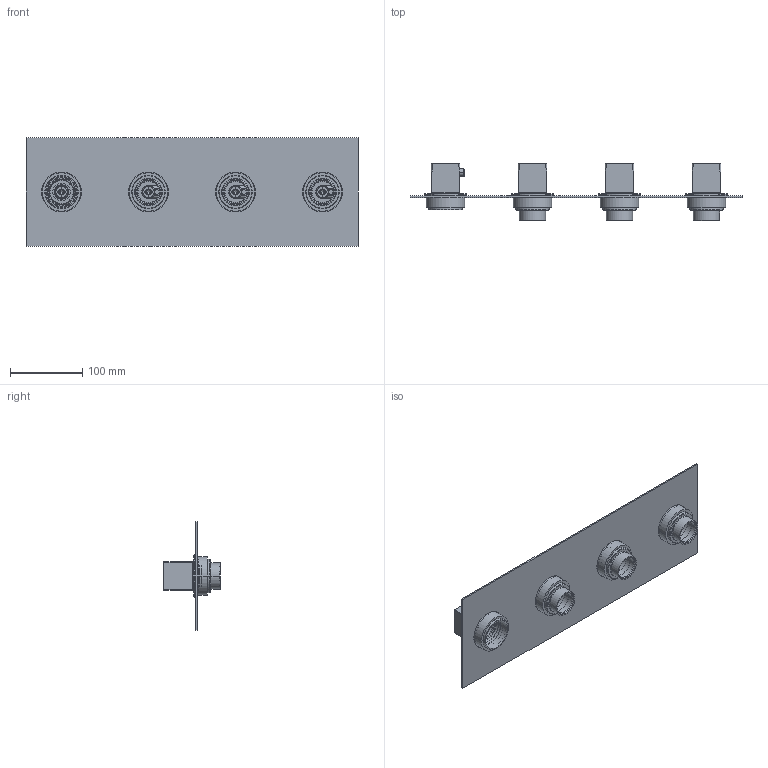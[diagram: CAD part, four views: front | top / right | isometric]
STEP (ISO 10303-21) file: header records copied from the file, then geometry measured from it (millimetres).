
FILE_DESCRIPTION((''),'2;1');
FILE_NAME('RA01V300_ASM','2020-06-23T',('AdrianoZ'),(''),'PRO/ENGINEER BY PARAMETRIC TECHNOLOGY CORPORATION, 2004150','PRO/ENGINEER BY PARAMETRIC TECHNOLOGY CORPORATION, 2004150','');
FILE_SCHEMA(('CONFIG_CONTROL_DESIGN'));
Length unit declared in the file: millimetre
Products named in the file (17): CP_17; CP_92; 32148; PG_18; CM_131_03; PU_09_AF0; PE_15_AF0; MO_14; CM_131_CP6_ASM; IN_05; LI_03FV_RR; 05_CM_131_CP6_ASM; CM_132; CM_132_CP1_ASM; 05_CM_132_CP1_ASM; PI_107; RA01V300_ASM
Assembly tree (28 placements, depth 4):
  RA01V300_ASM
    CP_17
    CP_92  x3
    32148  x4
    PG_18  x4
    05_CM_131_CP6_ASM
      CM_131_CP6_ASM
        CM_131_03
        PU_09_AF0
        PE_15_AF0
        MO_14
      IN_05
      LI_03FV_RR
    05_CM_132_CP1_ASM  x3
      CM_132_CP1_ASM
        CM_132
        IN_05
      IN_05
    PI_107
Bounding box: 458 x 78.6 x 150 mm (x, y, z)
Volume: 348673.1 mm3; surface area: 305238.4 mm2
Topology: 28 solids, 54 shells, 3096 faces, 8085 edges, 5089 vertices
Faces by surface type: plane 1982, cylinder 635, torus 256, cone 116, bspline 97, sphere 10
Entity records: 39000 total; most frequent: CARTESIAN_POINT 11212, DIRECTION 5770, ORIENTED_EDGE 5754, EDGE_CURVE 2897, AXIS2_PLACEMENT_3D 2085, VERTEX_POINT 1831, VECTOR 1600, LINE 1600
